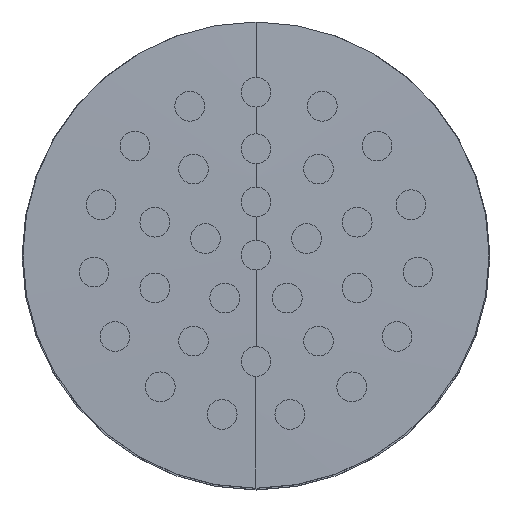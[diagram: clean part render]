
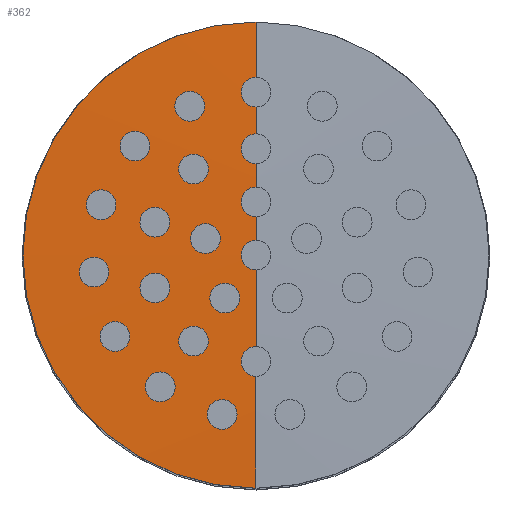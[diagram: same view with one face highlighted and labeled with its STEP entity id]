
A CAD part, top view. The second image highlights one B-rep face of the part: STEP entity #362.
In plain terms, the highlighted spherical face has radius 1000 mm.
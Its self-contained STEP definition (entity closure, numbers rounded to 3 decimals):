
#23 = DIRECTION ( 'NONE',  ( -1., 0., 0. ) ) ;
#37 = DIRECTION ( 'NONE',  ( 0., 1., 0. ) ) ;
#48 = CARTESIAN_POINT ( 'NONE',  ( 0., 0., -934.2 ) ) ;
#66 = DIRECTION ( 'NONE',  ( 0., -1., 0. ) ) ;
#80 = DIRECTION ( 'NONE',  ( -1., 0., 0. ) ) ;
#97 = CARTESIAN_POINT ( 'NONE',  ( 0., 0., -934.2 ) ) ;
#160 = AXIS2_PLACEMENT_3D ( 'NONE', #832, #794, #788 ) ;
#362 = ADVANCED_FACE ( 'NONE', ( #1673 ), #1505, .T. ) ;
#456 = AXIS2_PLACEMENT_3D ( 'NONE', #2942, #2893, #2940 ) ;
#703 = VERTEX_POINT ( 'NONE', #2521 ) ;
#788 = DIRECTION ( 'NONE',  ( 1., 0., 0. ) ) ;
#794 = DIRECTION ( 'NONE',  ( 0., 0., 1. ) ) ;
#832 = CARTESIAN_POINT ( 'NONE',  ( 0., 0., 65.425 ) ) ;
#866 = CARTESIAN_POINT ( 'NONE',  ( 0., 27.4, 65.425 ) ) ;
#968 = CIRCLE ( 'NONE', #1135, 1000. ) ;
#1135 = AXIS2_PLACEMENT_3D ( 'NONE', #97, #80, #66 ) ;
#1147 = EDGE_LOOP ( 'NONE', ( #2065, #2053, #2120, #2916 ) ) ;
#1235 = EDGE_CURVE ( 'NONE', #2860, #703, #1867, .T. ) ;
#1349 = CIRCLE ( 'NONE', #2017, 27.4 ) ;
#1505 = SPHERICAL_SURFACE ( 'NONE', #1977, 1000. ) ;
#1673 = FACE_OUTER_BOUND ( 'NONE', #1147, .T. ) ;
#1867 = CIRCLE ( 'NONE', #456, 1000. ) ;
#1977 = AXIS2_PLACEMENT_3D ( 'NONE', #48, #23, #37 ) ;
#2008 = VERTEX_POINT ( 'NONE', #2034 ) ;
#2017 = AXIS2_PLACEMENT_3D ( 'NONE', #3339, #2088, #2701 ) ;
#2034 = CARTESIAN_POINT ( 'NONE',  ( -27.4, 0., 65.425 ) ) ;
#2053 = ORIENTED_EDGE ( 'NONE', *, *, #2828, .T. ) ;
#2065 = ORIENTED_EDGE ( 'NONE', *, *, #2615, .T. ) ;
#2088 = DIRECTION ( 'NONE',  ( 0., 0., 1. ) ) ;
#2120 = ORIENTED_EDGE ( 'NONE', *, *, #2466, .T. ) ;
#2308 = CARTESIAN_POINT ( 'NONE',  ( 0., -27.4, 65.425 ) ) ;
#2466 = EDGE_CURVE ( 'NONE', #3320, #703, #968, .T. ) ;
#2521 = CARTESIAN_POINT ( 'NONE',  ( 0., 0., 65.8 ) ) ;
#2615 = EDGE_CURVE ( 'NONE', #2860, #2008, #1349, .T. ) ;
#2701 = DIRECTION ( 'NONE',  ( 1., 0., 0. ) ) ;
#2828 = EDGE_CURVE ( 'NONE', #2008, #3320, #2886, .T. ) ;
#2860 = VERTEX_POINT ( 'NONE', #866 ) ;
#2886 = CIRCLE ( 'NONE', #160, 27.4 ) ;
#2893 = DIRECTION ( 'NONE',  ( 1., 0., 0. ) ) ;
#2916 = ORIENTED_EDGE ( 'NONE', *, *, #1235, .F. ) ;
#2940 = DIRECTION ( 'NONE',  ( 0., 0., -1. ) ) ;
#2942 = CARTESIAN_POINT ( 'NONE',  ( 0., 0., -934.2 ) ) ;
#3320 = VERTEX_POINT ( 'NONE', #2308 ) ;
#3339 = CARTESIAN_POINT ( 'NONE',  ( 0., 0., 65.425 ) ) ;
